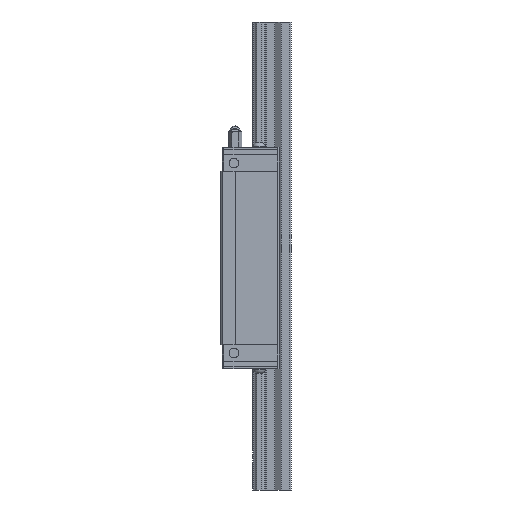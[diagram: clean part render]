
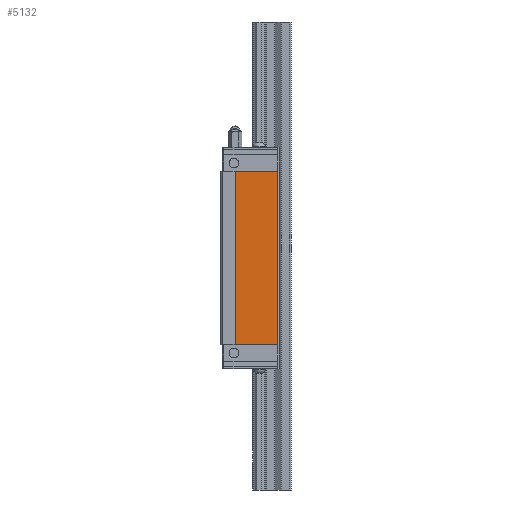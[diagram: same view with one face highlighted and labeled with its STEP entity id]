
A CAD part, left-side view. The second image highlights one B-rep face of the part: STEP entity #5132.
In plain terms, the highlighted planar face has unit normal (-1, 0, 0).
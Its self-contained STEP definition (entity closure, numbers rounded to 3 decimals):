
#681=VECTOR('',#6462,1.);
#716=VECTOR('',#6503,1.);
#746=VECTOR('',#6565,1.);
#747=VECTOR('',#6566,1.);
#1205=LINE('',#8865,#681);
#1240=LINE('',#8937,#716);
#1270=LINE('',#9015,#746);
#1271=LINE('',#9016,#747);
#1731=VERTEX_POINT('',#8864);
#1732=VERTEX_POINT('',#8866);
#1763=VERTEX_POINT('',#8936);
#1764=VERTEX_POINT('',#8938);
#2516=EDGE_CURVE('',#1732,#1731,#1205,.T.);
#2552=EDGE_CURVE('',#1763,#1764,#1240,.T.);
#2594=EDGE_CURVE('',#1731,#1764,#1270,.T.);
#2595=EDGE_CURVE('',#1763,#1732,#1271,.T.);
#3786=ORIENTED_EDGE('',*,*,#2516,.T.);
#3787=ORIENTED_EDGE('',*,*,#2594,.T.);
#3788=ORIENTED_EDGE('',*,*,#2552,.F.);
#3789=ORIENTED_EDGE('',*,*,#2595,.T.);
#4448=EDGE_LOOP('',(#3786,#3787,#3788,#3789));
#4819=FACE_BOUND('',#4448,.T.);
#5132=ADVANCED_FACE('',(#4819),#9653,.T.);
#5541=AXIS2_PLACEMENT_3D('',#9014,#6564,$);
#6462=DIRECTION('',(0.,1.,0.));
#6503=DIRECTION('',(0.,1.,0.));
#6564=DIRECTION('',(-1.,0.,0.));
#6565=DIRECTION('',(0.,0.,-1.));
#6566=DIRECTION('',(0.,0.,1.));
#8864=CARTESIAN_POINT('',(-29.5,34.,51.8));
#8865=CARTESIAN_POINT('',(-29.5,27.4,51.8));
#8866=CARTESIAN_POINT('',(-29.5,9.,51.8));
#8936=CARTESIAN_POINT('',(-29.5,9.,-51.8));
#8937=CARTESIAN_POINT('',(-29.5,27.4,-51.8));
#8938=CARTESIAN_POINT('',(-29.5,34.,-51.8));
#9014=CARTESIAN_POINT('',(-29.5,29.5,51.8));
#9015=CARTESIAN_POINT('',(-29.5,34.,51.8));
#9016=CARTESIAN_POINT('',(-29.5,9.,51.8));
#9653=PLANE('',#5541);
